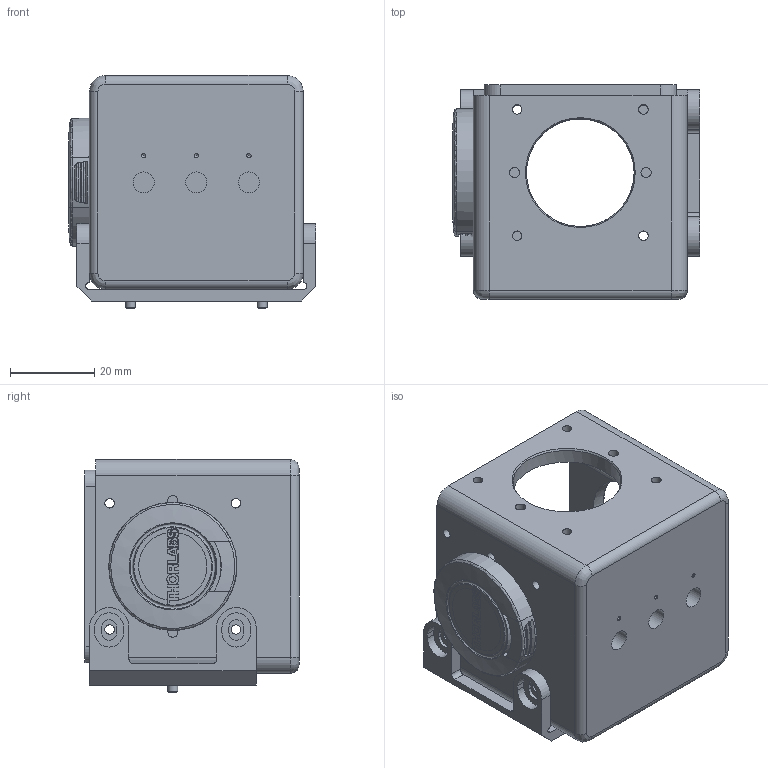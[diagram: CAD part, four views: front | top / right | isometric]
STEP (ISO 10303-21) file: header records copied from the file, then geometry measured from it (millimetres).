
FILE_DESCRIPTION(/* description */ (''),/* implementation_level */ '2;1');
FILE_NAME(/* name */ 'DFM1B_M-Step.step',/* time_stamp */ '2024-06-17T21:34:41-04:00',/* author */ (''),/* organization */ (''),/* preprocessor_version */ 'ST-DEVELOPER v20',/* originating_system */ 'Autodesk Translation Framework v12.20.1.177',/* authorisation */ '');
FILE_SCHEMA (('AUTOMOTIVE_DESIGN { 1 0 10303 214 3 1 1 }'));
Length unit declared in the file: millimetre
Products named in the file (4): DFM1B_M-Step; Cube - Connector (C4W-CC); Plastic Dust Cap (SM1EC2B); Aluminum Turning Mirror (CCM1-F01/M)
Assembly tree (3 placements, depth 2):
  DFM1B_M-Step
    Cube - Connector (C4W-CC)
    Plastic Dust Cap (SM1EC2B)
    Aluminum Turning Mirror (CCM1-F01/M)
Bounding box: 58.76 x 50.86 x 55.37 mm (x, y, z)
Volume: 45506.8 mm3; surface area: 30797.2 mm2
Topology: 9 solids, 16 shells, 924 faces, 2854 edges, 1992 vertices
Faces by surface type: plane 491, bspline 250, cylinder 123, cone 35, torus 18, sphere 7
Full cylindrical faces by diameter (mm): 0.593 x3, 1.016 x3, 2.261 x16, 2.38 x2, 2.381 x2, 2.388 x2, 2.413 x8, 3.556 x2, 4.763 x3, 5 x3, 6.325 x2, 6.35 x2, 6.502 x2, 6.731 x2, 25.603 x4, 26.416 x1
Entity records: 40598 total; most frequent: CARTESIAN_POINT 16118, ORIENTED_EDGE 5258, DIRECTION 3951, EDGE_CURVE 2842, VERTEX_POINT 1992, LINE 1703, VECTOR 1703, AXIS2_PLACEMENT_3D 1124
